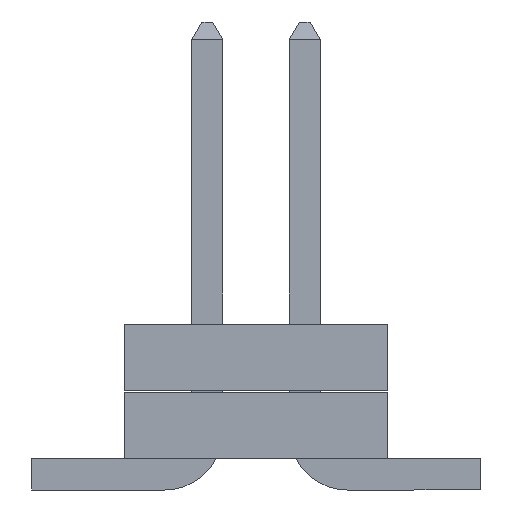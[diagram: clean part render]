
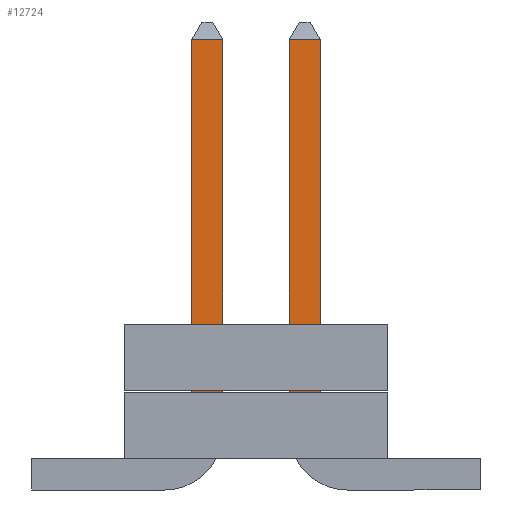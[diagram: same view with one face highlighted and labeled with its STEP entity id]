
A CAD part, left-side view. The second image highlights one B-rep face of the part: STEP entity #12724.
In plain terms, the highlighted planar face has unit normal (-1, 0, 0).
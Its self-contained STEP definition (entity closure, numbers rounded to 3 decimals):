
#221 = VERTEX_POINT('',#222);
#222 = CARTESIAN_POINT('',(-26.238,5.461,0.838));
#1863 = VERTEX_POINT('',#1864);
#1864 = CARTESIAN_POINT('',(-26.238,5.461,-0.838));
#4772 = VERTEX_POINT('',#4773);
#4773 = CARTESIAN_POINT('',(-26.238,5.461,-0.432));
#6045 = VERTEX_POINT('',#6046);
#6046 = CARTESIAN_POINT('',(-26.238,5.461,0.432));
#8633 = EDGE_CURVE('',#221,#8634,#8636,.T.);
#8634 = VERTEX_POINT('',#8635);
#8635 = CARTESIAN_POINT('',(-26.238,0.301,0.838));
#8636 = LINE('',#8637,#8638);
#8637 = CARTESIAN_POINT('',(-26.238,5.461,0.838));
#8638 = VECTOR('',#8639,1.);
#8639 = DIRECTION('',(0.,-1.,0.));
#9607 = EDGE_CURVE('',#8634,#9608,#9610,.T.);
#9608 = VERTEX_POINT('',#9609);
#9609 = CARTESIAN_POINT('',(-26.238,0.301,-0.838));
#9610 = LINE('',#9611,#9612);
#9611 = CARTESIAN_POINT('',(-26.238,0.301,0.838));
#9612 = VECTOR('',#9613,1.);
#9613 = DIRECTION('',(0.,0.,-1.));
#10588 = EDGE_CURVE('',#9608,#1863,#10589,.T.);
#10589 = LINE('',#10590,#10591);
#10590 = CARTESIAN_POINT('',(-26.238,0.301,-0.838));
#10591 = VECTOR('',#10592,1.);
#10592 = DIRECTION('',(0.,1.,0.));
#10705 = EDGE_CURVE('',#4772,#10706,#10708,.T.);
#10706 = VERTEX_POINT('',#10707);
#10707 = CARTESIAN_POINT('',(-26.238,0.555,-0.432));
#10708 = LINE('',#10709,#10710);
#10709 = CARTESIAN_POINT('',(-26.238,5.461,-0.432));
#10710 = VECTOR('',#10711,1.);
#10711 = DIRECTION('',(0.,-1.,0.));
#11679 = EDGE_CURVE('',#10706,#11680,#11682,.T.);
#11680 = VERTEX_POINT('',#11681);
#11681 = CARTESIAN_POINT('',(-26.238,0.555,0.432));
#11682 = LINE('',#11683,#11684);
#11683 = CARTESIAN_POINT('',(-26.238,0.555,-0.432));
#11684 = VECTOR('',#11685,1.);
#11685 = DIRECTION('',(0.,0.,1.));
#12660 = EDGE_CURVE('',#11680,#6045,#12661,.T.);
#12661 = LINE('',#12662,#12663);
#12662 = CARTESIAN_POINT('',(-26.238,0.555,0.432));
#12663 = VECTOR('',#12664,1.);
#12664 = DIRECTION('',(0.,1.,0.));
#12724 = ADVANCED_FACE('',(#12725),#12745,.F.);
#12725 = FACE_BOUND('',#12726,.T.);
#12726 = EDGE_LOOP('',(#12727,#12728,#12729,#12735,#12736,#12737,#12738,
    #12744));
#12727 = ORIENTED_EDGE('',*,*,#9607,.F.);
#12728 = ORIENTED_EDGE('',*,*,#8633,.F.);
#12729 = ORIENTED_EDGE('',*,*,#12730,.T.);
#12730 = EDGE_CURVE('',#221,#6045,#12731,.T.);
#12731 = LINE('',#12732,#12733);
#12732 = CARTESIAN_POINT('',(-26.238,5.461,0.));
#12733 = VECTOR('',#12734,1.);
#12734 = DIRECTION('',(0.,0.,-1.));
#12735 = ORIENTED_EDGE('',*,*,#12660,.F.);
#12736 = ORIENTED_EDGE('',*,*,#11679,.F.);
#12737 = ORIENTED_EDGE('',*,*,#10705,.F.);
#12738 = ORIENTED_EDGE('',*,*,#12739,.T.);
#12739 = EDGE_CURVE('',#4772,#1863,#12740,.T.);
#12740 = LINE('',#12741,#12742);
#12741 = CARTESIAN_POINT('',(-26.238,5.461,0.));
#12742 = VECTOR('',#12743,1.);
#12743 = DIRECTION('',(0.,0.,-1.));
#12744 = ORIENTED_EDGE('',*,*,#10588,.F.);
#12745 = PLANE('',#12746);
#12746 = AXIS2_PLACEMENT_3D('',#12747,#12748,#12749);
#12747 = CARTESIAN_POINT('',(-26.238,0.,0.));
#12748 = DIRECTION('',(1.,0.,0.));
#12749 = DIRECTION('',(0.,0.,-1.));
